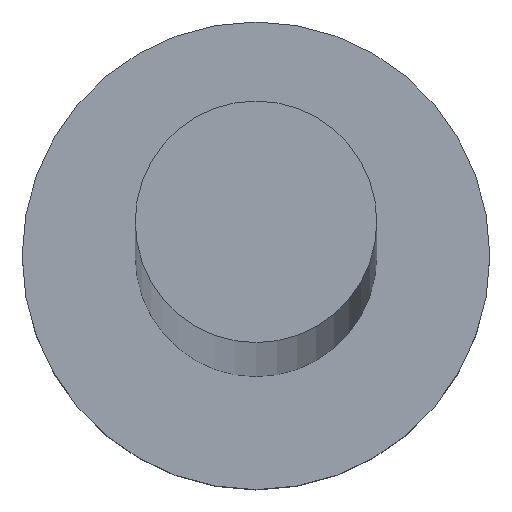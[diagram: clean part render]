
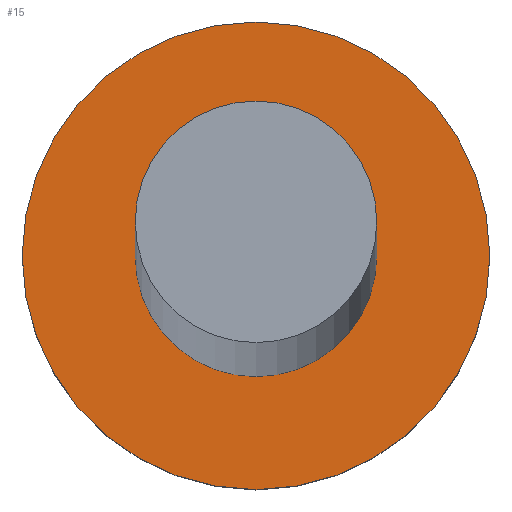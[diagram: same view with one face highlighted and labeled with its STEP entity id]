
A CAD part, top view. The second image highlights one B-rep face of the part: STEP entity #15.
In plain terms, the highlighted planar face has unit normal (0, 0, 1).
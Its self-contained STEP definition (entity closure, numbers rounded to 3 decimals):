
#5 = CIRCLE ( 'NONE', #162, 3.1 ) ;
#13 = DIRECTION ( 'NONE',  ( 0., 0., 1. ) ) ;
#14 = FACE_BOUND ( 'NONE', #130, .T. ) ;
#15 = ADVANCED_FACE ( 'NONE', ( #14, #208 ), #54, .T. ) ;
#17 = CIRCLE ( 'NONE', #24, 3.1 ) ;
#24 = AXIS2_PLACEMENT_3D ( 'NONE', #62, #198, #158 ) ;
#29 = AXIS2_PLACEMENT_3D ( 'NONE', #182, #13, #98 ) ;
#31 = DIRECTION ( 'NONE',  ( 1., 0., 0. ) ) ;
#33 = DIRECTION ( 'NONE',  ( 0., 0., 1. ) ) ;
#34 = VERTEX_POINT ( 'NONE', #252 ) ;
#49 = ORIENTED_EDGE ( 'NONE', *, *, #144, .T. ) ;
#54 = PLANE ( 'NONE',  #183 ) ;
#62 = CARTESIAN_POINT ( 'NONE',  ( 0., 0., 5. ) ) ;
#70 = CARTESIAN_POINT ( 'NONE',  ( -6., 0., 5. ) ) ;
#79 = CIRCLE ( 'NONE', #142, 6. ) ;
#88 = DIRECTION ( 'NONE',  ( 1., 0., 0. ) ) ;
#93 = EDGE_LOOP ( 'NONE', ( #49, #131 ) ) ;
#95 = CARTESIAN_POINT ( 'NONE',  ( 0., 0., 5. ) ) ;
#98 = DIRECTION ( 'NONE',  ( 1., 0., 0. ) ) ;
#110 = VERTEX_POINT ( 'NONE', #70 ) ;
#114 = CARTESIAN_POINT ( 'NONE',  ( 6., 0., 5. ) ) ;
#117 = CARTESIAN_POINT ( 'NONE',  ( 3.1, 0., 5. ) ) ;
#130 = EDGE_LOOP ( 'NONE', ( #238, #186 ) ) ;
#131 = ORIENTED_EDGE ( 'NONE', *, *, #178, .T. ) ;
#142 = AXIS2_PLACEMENT_3D ( 'NONE', #95, #213, #174 ) ;
#144 = EDGE_CURVE ( 'NONE', #110, #147, #79, .T. ) ;
#145 = DIRECTION ( 'NONE',  ( 0., 0., 1. ) ) ;
#147 = VERTEX_POINT ( 'NONE', #114 ) ;
#158 = DIRECTION ( 'NONE',  ( 1., 0., 0. ) ) ;
#162 = AXIS2_PLACEMENT_3D ( 'NONE', #181, #33, #31 ) ;
#174 = DIRECTION ( 'NONE',  ( 1., 0., 0. ) ) ;
#178 = EDGE_CURVE ( 'NONE', #147, #110, #180, .T. ) ;
#180 = CIRCLE ( 'NONE', #29, 6. ) ;
#181 = CARTESIAN_POINT ( 'NONE',  ( 0., 0., 5. ) ) ;
#182 = CARTESIAN_POINT ( 'NONE',  ( 0., 0., 5. ) ) ;
#183 = AXIS2_PLACEMENT_3D ( 'NONE', #206, #145, #88 ) ;
#186 = ORIENTED_EDGE ( 'NONE', *, *, #194, .F. ) ;
#194 = EDGE_CURVE ( 'NONE', #254, #34, #5, .T. ) ;
#198 = DIRECTION ( 'NONE',  ( 0., 0., 1. ) ) ;
#206 = CARTESIAN_POINT ( 'NONE',  ( 0., 0., 5. ) ) ;
#208 = FACE_OUTER_BOUND ( 'NONE', #93, .T. ) ;
#213 = DIRECTION ( 'NONE',  ( 0., 0., 1. ) ) ;
#233 = EDGE_CURVE ( 'NONE', #34, #254, #17, .T. ) ;
#238 = ORIENTED_EDGE ( 'NONE', *, *, #233, .F. ) ;
#252 = CARTESIAN_POINT ( 'NONE',  ( -3.1, 0., 5. ) ) ;
#254 = VERTEX_POINT ( 'NONE', #117 ) ;
